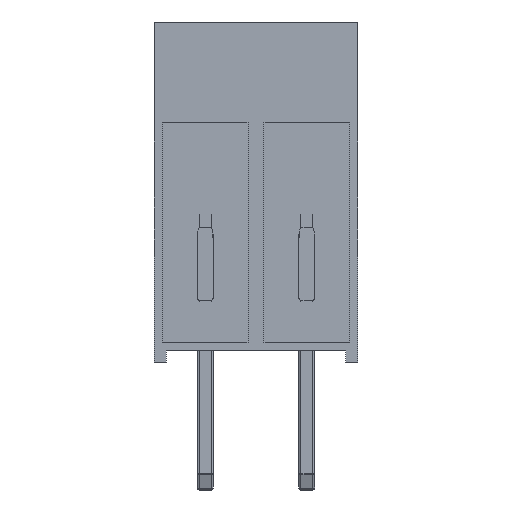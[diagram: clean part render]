
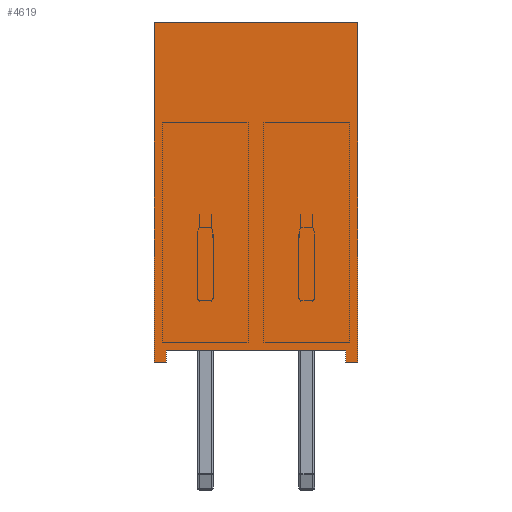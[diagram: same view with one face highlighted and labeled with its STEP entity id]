
A CAD part, left-side view. The second image highlights one B-rep face of the part: STEP entity #4619.
In plain terms, the highlighted planar face has unit normal (-1, 0, 0).
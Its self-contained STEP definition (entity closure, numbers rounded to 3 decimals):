
#646=FACE_OUTER_BOUND('',#936,.T.);
#936=EDGE_LOOP('',(#2996,#2997,#2998,#2999,#3000,#3001,#3002,#3003));
#1258=LINE('',#7195,#1606);
#1259=LINE('',#7198,#1607);
#1261=LINE('',#7202,#1609);
#1262=LINE('',#7204,#1610);
#1263=LINE('',#7206,#1611);
#1264=LINE('',#7208,#1612);
#1265=LINE('',#7210,#1613);
#1266=LINE('',#7211,#1614);
#1606=VECTOR('',#5606,10.);
#1607=VECTOR('',#5609,10.);
#1609=VECTOR('',#5613,10.);
#1610=VECTOR('',#5614,10.);
#1611=VECTOR('',#5615,10.);
#1612=VECTOR('',#5616,10.);
#1613=VECTOR('',#5617,10.);
#1614=VECTOR('',#5618,10.);
#1952=VERTEX_POINT('',#7191);
#1953=VERTEX_POINT('',#7193);
#1954=VERTEX_POINT('',#7197);
#1955=VERTEX_POINT('',#7201);
#1956=VERTEX_POINT('',#7203);
#1957=VERTEX_POINT('',#7205);
#1958=VERTEX_POINT('',#7207);
#1959=VERTEX_POINT('',#7209);
#2330=EDGE_CURVE('',#1952,#1953,#1258,.T.);
#2331=EDGE_CURVE('',#1954,#1952,#1259,.T.);
#2333=EDGE_CURVE('',#1953,#1955,#1261,.T.);
#2334=EDGE_CURVE('',#1955,#1956,#1262,.T.);
#2335=EDGE_CURVE('',#1956,#1957,#1263,.T.);
#2336=EDGE_CURVE('',#1957,#1958,#1264,.T.);
#2337=EDGE_CURVE('',#1959,#1958,#1265,.T.);
#2338=EDGE_CURVE('',#1954,#1959,#1266,.T.);
#2996=ORIENTED_EDGE('',*,*,#2333,.T.);
#2997=ORIENTED_EDGE('',*,*,#2334,.T.);
#2998=ORIENTED_EDGE('',*,*,#2335,.T.);
#2999=ORIENTED_EDGE('',*,*,#2336,.T.);
#3000=ORIENTED_EDGE('',*,*,#2337,.F.);
#3001=ORIENTED_EDGE('',*,*,#2338,.F.);
#3002=ORIENTED_EDGE('',*,*,#2331,.T.);
#3003=ORIENTED_EDGE('',*,*,#2330,.T.);
#4290=PLANE('',#4963);
#4619=ADVANCED_FACE('',(#646),#4290,.T.);
#4963=AXIS2_PLACEMENT_3D('',#7200,#5611,#5612);
#5606=DIRECTION('',(0.,0.,1.));
#5609=DIRECTION('',(0.,-1.,0.));
#5611=DIRECTION('center_axis',(-1.,0.,0.));
#5612=DIRECTION('ref_axis',(0.,-1.,0.));
#5613=DIRECTION('',(0.,-1.,0.));
#5614=DIRECTION('',(0.,0.,-1.));
#5615=DIRECTION('',(0.,-1.,0.));
#5616=DIRECTION('',(0.,0.,1.));
#5617=DIRECTION('',(0.,-1.,0.));
#5618=DIRECTION('',(0.,0.,1.));
#7191=CARTESIAN_POINT('',(-1.27,3.51,0.));
#7193=CARTESIAN_POINT('',(-1.27,3.51,0.3));
#7195=CARTESIAN_POINT('',(-1.27,3.51,0.));
#7197=CARTESIAN_POINT('',(-1.27,3.81,0.));
#7198=CARTESIAN_POINT('',(-1.27,3.81,0.));
#7200=CARTESIAN_POINT('Origin',(-1.27,1.27,0.));
#7201=CARTESIAN_POINT('',(-1.27,-0.97,0.3));
#7202=CARTESIAN_POINT('',(-1.27,1.27,0.3));
#7203=CARTESIAN_POINT('',(-1.27,-0.97,0.));
#7204=CARTESIAN_POINT('',(-1.27,-0.97,0.));
#7205=CARTESIAN_POINT('',(-1.27,-1.27,0.));
#7206=CARTESIAN_POINT('',(-1.27,1.27,0.));
#7207=CARTESIAN_POINT('',(-1.27,-1.27,8.5));
#7208=CARTESIAN_POINT('',(-1.27,-1.27,0.));
#7209=CARTESIAN_POINT('',(-1.27,3.81,8.5));
#7210=CARTESIAN_POINT('',(-1.27,3.81,8.5));
#7211=CARTESIAN_POINT('',(-1.27,3.81,0.));
